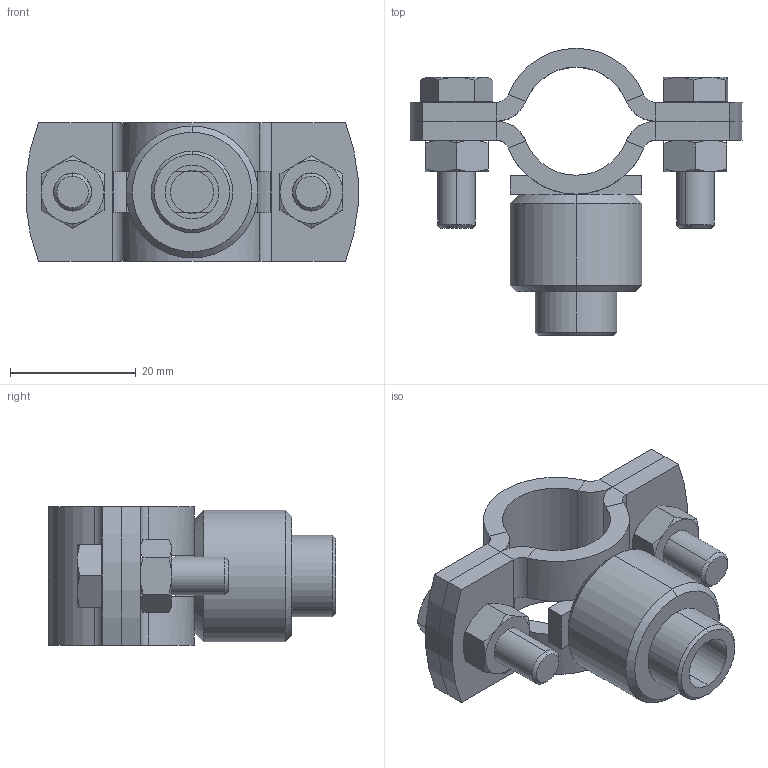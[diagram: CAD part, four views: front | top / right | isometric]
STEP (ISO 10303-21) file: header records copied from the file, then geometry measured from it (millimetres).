
FILE_DESCRIPTION (( 'STEP AP203' ), '1' );
FILE_NAME ('51.810K.STEP', '2024-03-25T13:54:25', ( '' ), ( '' ), 'SwSTEP 2.0', 'SolidWorks 2023', '' );
FILE_SCHEMA (( 'CONFIG_CONTROL_DESIGN' ));
Length unit declared in the file: millimetre
Products named in the file (1): 51.810K
Bounding box: 52.83 x 45.7 x 22 mm (x, y, z)
Surface area: 8700.3 mm2 (no closed solid volume)
Topology: 0 solids, 11 shells, 145 faces, 352 edges, 212 vertices
Faces by surface type: plane 71, cone 42, cylinder 32
Entity records: 4417 total; most frequent: CARTESIAN_POINT 1018, DIRECTION 720, ORIENTED_EDGE 636, EDGE_CURVE 352, AXIS2_PLACEMENT_3D 282, VERTEX_POINT 212, LINE 156, VECTOR 156
